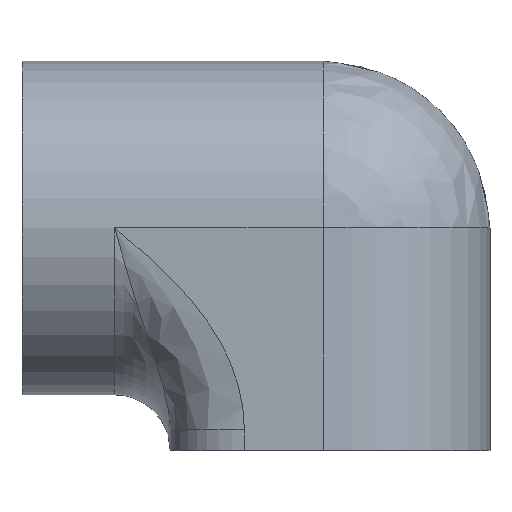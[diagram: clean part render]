
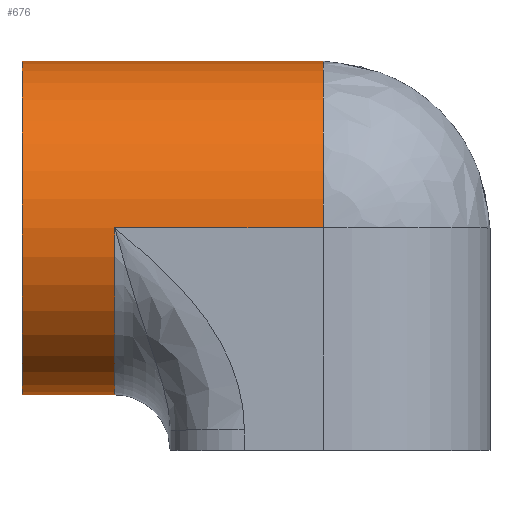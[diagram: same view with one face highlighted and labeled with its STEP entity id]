
A CAD part, top view. The second image highlights one B-rep face of the part: STEP entity #676.
In plain terms, the highlighted cylindrical face has radius 11.43 mm (diameter 22.86 mm), a full revolution.
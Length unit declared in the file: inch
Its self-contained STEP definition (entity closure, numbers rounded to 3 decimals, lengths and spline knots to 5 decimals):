
#78=LINE('',#1278,#122);
#81=LINE('',#1373,#125);
#90=LINE('',#1401,#134);
#122=VECTOR('',#911,0.3937);
#125=VECTOR('',#922,0.3937);
#134=VECTOR('',#961,0.45);
#145=CYLINDRICAL_SURFACE('',#765,0.45);
#184=FACE_OUTER_BOUND('',#225,.T.);
#225=EDGE_LOOP('',(#625,#626,#627,#628,#629,#630,#631));
#254=CIRCLE('',#743,0.45);
#260=CIRCLE('',#756,0.45);
#261=CIRCLE('',#758,0.45);
#321=VERTEX_POINT('',#1229);
#322=VERTEX_POINT('',#1255);
#326=VERTEX_POINT('',#1276);
#330=VERTEX_POINT('',#1372);
#333=VERTEX_POINT('',#1386);
#407=EDGE_CURVE('',#321,#322,#254,.T.);
#413=EDGE_CURVE('',#326,#321,#78,.T.);
#419=EDGE_CURVE('',#330,#322,#81,.T.);
#426=EDGE_CURVE('',#333,#333,#260,.T.);
#427=EDGE_CURVE('',#330,#326,#261,.T.);
#433=EDGE_CURVE('',#333,#321,#90,.T.);
#625=ORIENTED_EDGE('',*,*,#426,.F.);
#626=ORIENTED_EDGE('',*,*,#433,.T.);
#627=ORIENTED_EDGE('',*,*,#413,.F.);
#628=ORIENTED_EDGE('',*,*,#427,.F.);
#629=ORIENTED_EDGE('',*,*,#419,.T.);
#630=ORIENTED_EDGE('',*,*,#407,.F.);
#631=ORIENTED_EDGE('',*,*,#433,.F.);
#676=ADVANCED_FACE('',(#184),#145,.T.);
#743=AXIS2_PLACEMENT_3D('',#1256,#901,#902);
#756=AXIS2_PLACEMENT_3D('',#1387,#938,#939);
#758=AXIS2_PLACEMENT_3D('',#1389,#942,#943);
#765=AXIS2_PLACEMENT_3D('',#1400,#959,#960);
#901=DIRECTION('center_axis',(1.,0.,0.));
#902=DIRECTION('ref_axis',(0.,-1.,0.));
#911=DIRECTION('',(-1.,0.,0.));
#922=DIRECTION('',(-1.,0.,0.));
#938=DIRECTION('center_axis',(-1.,0.,0.));
#939=DIRECTION('ref_axis',(0.,0.,-1.));
#942=DIRECTION('center_axis',(1.,0.,0.));
#943=DIRECTION('ref_axis',(0.,0.,-1.));
#959=DIRECTION('center_axis',(-1.,0.,0.));
#960=DIRECTION('ref_axis',(0.,0.,-1.));
#961=DIRECTION('',(1.,0.,0.));
#1229=CARTESIAN_POINT('',(5.35,1.5,0.45));
#1255=CARTESIAN_POINT('',(5.35,1.5,-0.45));
#1256=CARTESIAN_POINT('Origin',(5.35,1.5,0.));
#1276=CARTESIAN_POINT('',(5.9125,1.5,0.45));
#1278=CARTESIAN_POINT('',(5.6,1.5,0.45));
#1372=CARTESIAN_POINT('',(5.9125,1.5,-0.45));
#1373=CARTESIAN_POINT('',(5.6,1.5,-0.45));
#1386=CARTESIAN_POINT('',(5.1,1.5,0.45));
#1387=CARTESIAN_POINT('Origin',(5.1,1.5,0.));
#1389=CARTESIAN_POINT('Origin',(5.9125,1.5,0.));
#1400=CARTESIAN_POINT('Origin',(5.6,1.5,0.));
#1401=CARTESIAN_POINT('',(5.6,1.5,0.45));
